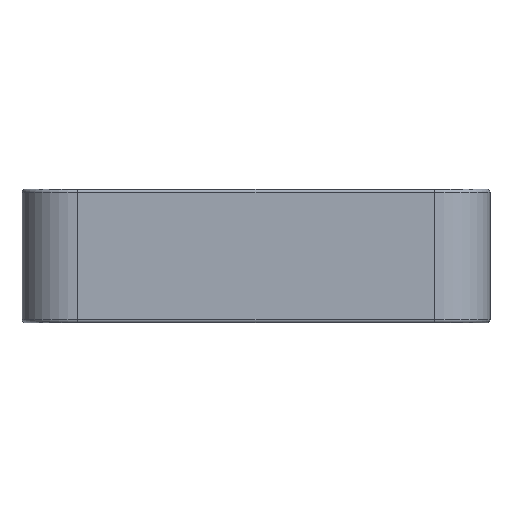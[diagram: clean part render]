
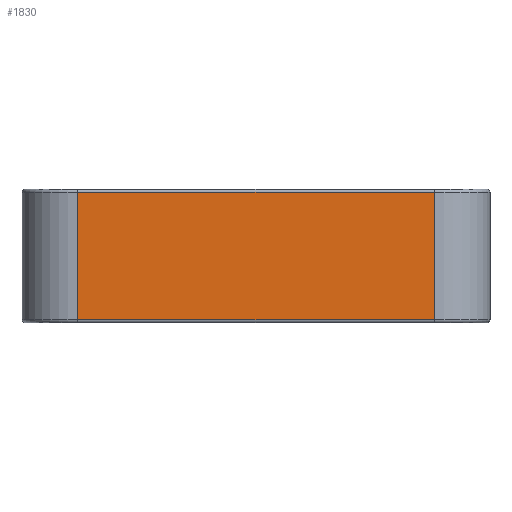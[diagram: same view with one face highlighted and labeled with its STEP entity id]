
A CAD part, front view. The second image highlights one B-rep face of the part: STEP entity #1830.
In plain terms, the highlighted planar face has unit normal (0, -1, 0).
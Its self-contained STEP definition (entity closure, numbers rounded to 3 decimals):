
#64 = DIRECTION ( 'NONE',  ( -1., 0., 0. ) ) ;
#71 = ORIENTED_EDGE ( 'NONE', *, *, #1730, .T. ) ;
#122 = CARTESIAN_POINT ( 'NONE',  ( 0., 0., -5.85 ) ) ;
#127 = PLANE ( 'NONE',  #387 ) ;
#163 = DIRECTION ( 'NONE',  ( 0., 0., 1. ) ) ;
#164 = VERTEX_POINT ( 'NONE', #1831 ) ;
#199 = VERTEX_POINT ( 'NONE', #1199 ) ;
#213 = LINE ( 'NONE', #695, #1473 ) ;
#295 = DIRECTION ( 'NONE',  ( 0., -1., 0. ) ) ;
#297 = EDGE_LOOP ( 'NONE', ( #445, #71, #1804, #386 ) ) ;
#298 = DIRECTION ( 'NONE',  ( 1., 0., 0. ) ) ;
#356 = VECTOR ( 'NONE', #163, 1000. ) ;
#386 = ORIENTED_EDGE ( 'NONE', *, *, #1403, .T. ) ;
#387 = AXIS2_PLACEMENT_3D ( 'NONE', #605, #295, #1401 ) ;
#408 = DIRECTION ( 'NONE',  ( 0., 0., -1. ) ) ;
#415 = LINE ( 'NONE', #1587, #356 ) ;
#429 = CARTESIAN_POINT ( 'NONE',  ( 18.5, 0., -5.85 ) ) ;
#445 = ORIENTED_EDGE ( 'NONE', *, *, #865, .T. ) ;
#501 = FACE_OUTER_BOUND ( 'NONE', #297, .T. ) ;
#510 = EDGE_CURVE ( 'NONE', #1096, #1765, #2022, .T. ) ;
#605 = CARTESIAN_POINT ( 'NONE',  ( 0., 0., -6. ) ) ;
#695 = CARTESIAN_POINT ( 'NONE',  ( 0., 0., -0.15 ) ) ;
#865 = EDGE_CURVE ( 'NONE', #164, #199, #213, .T. ) ;
#1096 = VERTEX_POINT ( 'NONE', #1459 ) ;
#1180 = VECTOR ( 'NONE', #298, 1000. ) ;
#1199 = CARTESIAN_POINT ( 'NONE',  ( 2.5, 0., -0.15 ) ) ;
#1205 = CARTESIAN_POINT ( 'NONE',  ( 2.5, 0., -6. ) ) ;
#1401 = DIRECTION ( 'NONE',  ( 0., 0., -1. ) ) ;
#1403 = EDGE_CURVE ( 'NONE', #1765, #164, #415, .T. ) ;
#1446 = VECTOR ( 'NONE', #408, 1000. ) ;
#1459 = CARTESIAN_POINT ( 'NONE',  ( 2.5, 0., -5.85 ) ) ;
#1473 = VECTOR ( 'NONE', #64, 1000. ) ;
#1587 = CARTESIAN_POINT ( 'NONE',  ( 18.5, 0., -6. ) ) ;
#1730 = EDGE_CURVE ( 'NONE', #199, #1096, #1883, .T. ) ;
#1765 = VERTEX_POINT ( 'NONE', #429 ) ;
#1804 = ORIENTED_EDGE ( 'NONE', *, *, #510, .T. ) ;
#1830 = ADVANCED_FACE ( 'NONE', ( #501 ), #127, .T. ) ;
#1831 = CARTESIAN_POINT ( 'NONE',  ( 18.5, 0., -0.15 ) ) ;
#1883 = LINE ( 'NONE', #1205, #1446 ) ;
#2022 = LINE ( 'NONE', #122, #1180 ) ;
